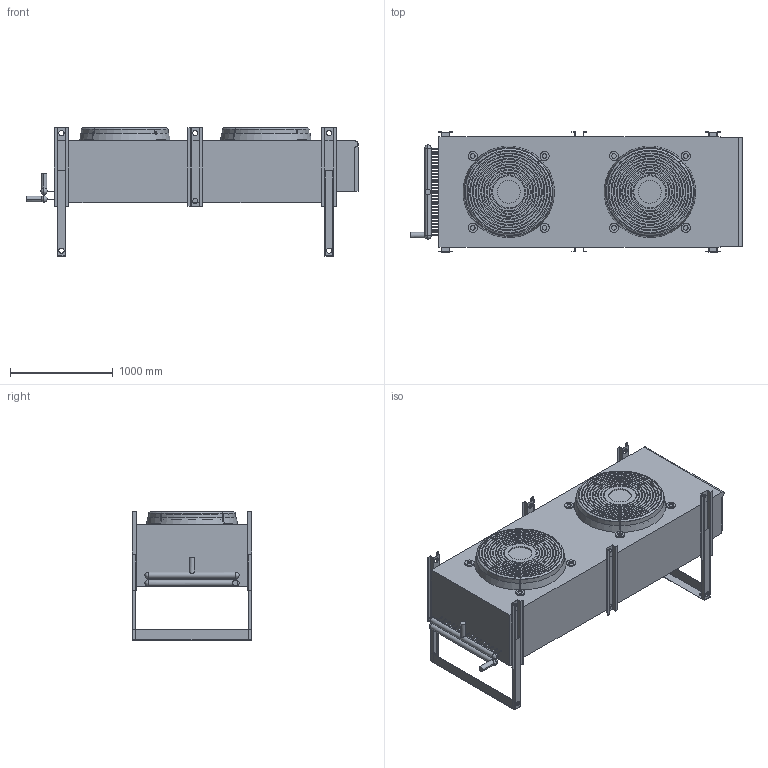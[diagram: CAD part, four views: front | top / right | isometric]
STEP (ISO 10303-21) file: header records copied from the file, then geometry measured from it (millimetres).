
FILE_DESCRIPTION(('starvars output'),'1');
FILE_NAME('cv20250326025634000054366.stp','02:56:38 2025/03/26',('Thomas Industrial Network Germany GmbH'),(' '),'Spatial InterOp 3D',' ',' ');
FILE_SCHEMA(('AUTOMOTIVE_DESIGN { 1 0 10303 214 3 1 1 }'));
Length unit declared in the file: millimetre
Products named in the file (1): 1
Bounding box: 3225.8 x 1165.22 x 1247.9 mm (x, y, z)
Volume: 1915563064.9 mm3; surface area: 18674924.6 mm2
Topology: 3 solids, 3 shells, 729 faces, 2204 edges, 1445 vertices
Faces by surface type: plane 377, cylinder 328, torus 8, cone 8, sphere 8
Entity records: 34122 total; most frequent: CARTESIAN_POINT 7720, ORIENTED_EDGE 4376, DIRECTION 4156, EDGE_CURVE 2188, VERTEX_POINT 1445, AXIS2_PLACEMENT_3D 1419, LINE 1318, VECTOR 1318
